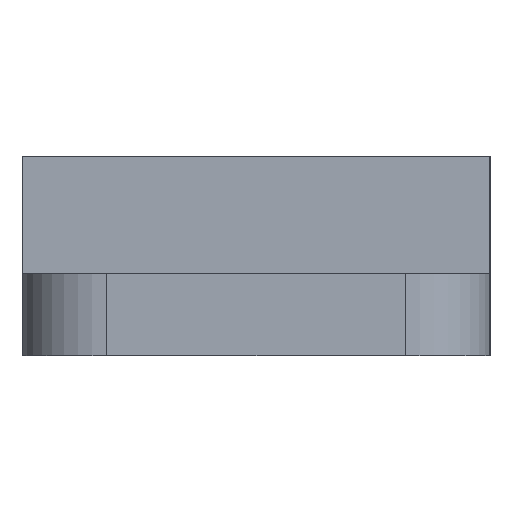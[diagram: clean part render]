
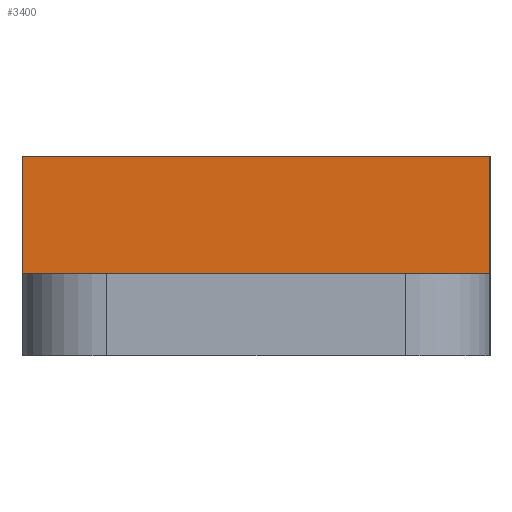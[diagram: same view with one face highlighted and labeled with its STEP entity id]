
A CAD part, left-side view. The second image highlights one B-rep face of the part: STEP entity #3400.
In plain terms, the highlighted planar face has unit normal (-1, 0, 0).
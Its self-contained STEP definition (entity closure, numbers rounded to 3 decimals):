
#120=CARTESIAN_POINT('',(-26.5,9.67,0.26));
#130=VERTEX_POINT('',#120);
#280=CARTESIAN_POINT('',(-26.5,-9.67,0.26));
#290=VERTEX_POINT('',#280);
#320=CARTESIAN_POINT('',(-26.5,0.,0.26));
#330=DIRECTION('',(0.,-1.,0.));
#340=VECTOR('',#330,1.);
#350=LINE('',#320,#340);
#360=EDGE_CURVE('',#130,#290,#350,.T.);
#3100=CARTESIAN_POINT('',(-26.5,14.1,0.));
#3110=DIRECTION('',(-1.,0.,0.));
#3120=DIRECTION('',(0.,1.,0.));
#3130=AXIS2_PLACEMENT_3D('',#3100,#3110,#3120);
#3140=PLANE('',#3130);
#3150=CARTESIAN_POINT('',(-26.5,0.,-4.59));
#3160=DIRECTION('',(0.,1.,0.));
#3170=VECTOR('',#3160,1.);
#3180=LINE('',#3150,#3170);
#3190=CARTESIAN_POINT('',(-26.5,-9.67,-4.59));
#3200=VERTEX_POINT('',#3190);
#3210=CARTESIAN_POINT('',(-26.5,9.67,-4.59));
#3220=VERTEX_POINT('',#3210);
#3230=EDGE_CURVE('',#3200,#3220,#3180,.T.);
#3240=ORIENTED_EDGE('',*,*,#3230,.F.);
#3250=CARTESIAN_POINT('',(-26.5,9.67,0.));
#3260=DIRECTION('',(0.,0.,1.));
#3270=VECTOR('',#3260,1.);
#3280=LINE('',#3250,#3270);
#3290=EDGE_CURVE('',#3220,#130,#3280,.T.);
#3300=ORIENTED_EDGE('',*,*,#3290,.F.);
#3310=ORIENTED_EDGE('',*,*,#360,.F.);
#3320=CARTESIAN_POINT('',(-26.5,-9.67,0.));
#3330=DIRECTION('',(0.,0.,-1.));
#3340=VECTOR('',#3330,1.);
#3350=LINE('',#3320,#3340);
#3360=EDGE_CURVE('',#290,#3200,#3350,.T.);
#3370=ORIENTED_EDGE('',*,*,#3360,.F.);
#3380=EDGE_LOOP('',(#3370,#3310,#3300,#3240));
#3390=FACE_OUTER_BOUND('',#3380,.T.);
#3400=ADVANCED_FACE('',(#3390),#3140,.T.);
